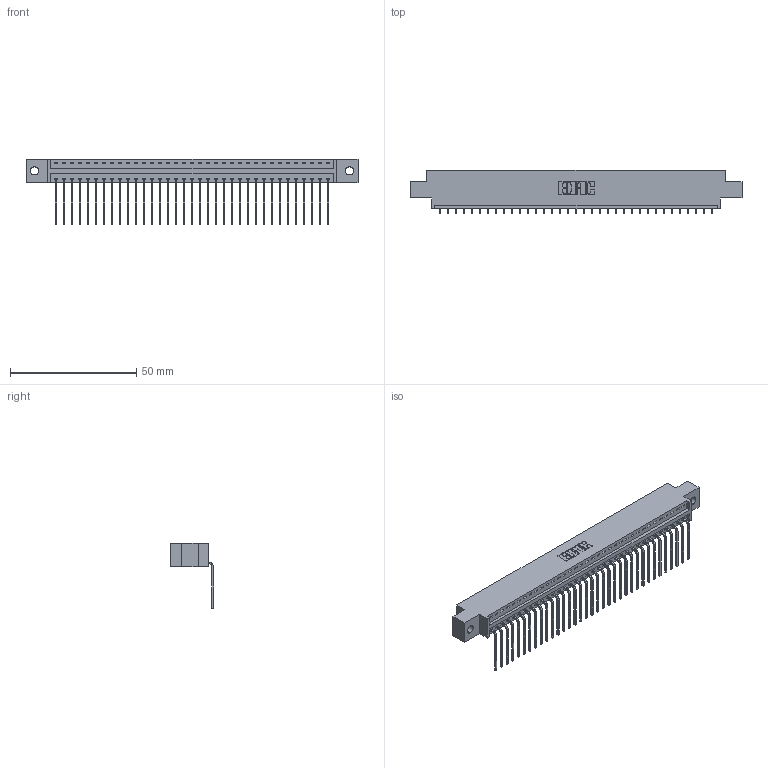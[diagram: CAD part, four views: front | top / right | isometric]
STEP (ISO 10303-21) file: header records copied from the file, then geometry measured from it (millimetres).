
FILE_DESCRIPTION (( 'STEP AP203' ), '1' );
FILE_NAME ('346-035-559-602.STEP', '2018-08-24T00:34:09', ( '' ), ( '' ), 'SwSTEP 2.0', 'SolidWorks 2016', '' );
FILE_SCHEMA (( 'CONFIG_CONTROL_DESIGN' ));
Length unit declared in the file: inch
Products named in the file (3): 346 Part_0.170 Offset - 0.128 Dia; 345-292-001_558 559 Tail - 1; 346-035-559-602
Assembly tree (36 placements, depth 2):
  346-035-559-602
    346 Part_0.170 Offset - 0.128 Dia
    345-292-001_558 559 Tail - 1  x35
Bounding box: 131.7 x 17.08 x 26.16 mm (x, y, z)
Volume: 12483.6 mm3; surface area: 16112.1 mm2
Topology: 36 solids, 36 shells, 2226 faces, 6711 edges, 4426 vertices
Faces by surface type: plane 1550, cylinder 676
Entity records: 22883 total; most frequent: CARTESIAN_POINT 3933, ORIENTED_EDGE 3902, DIRECTION 3477, EDGE_CURVE 1951, LINE 1679, VECTOR 1679, VERTEX_POINT 1298, AXIS2_PLACEMENT_3D 899
